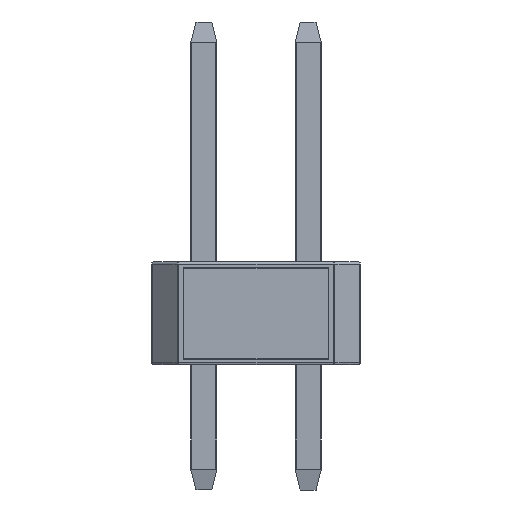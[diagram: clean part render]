
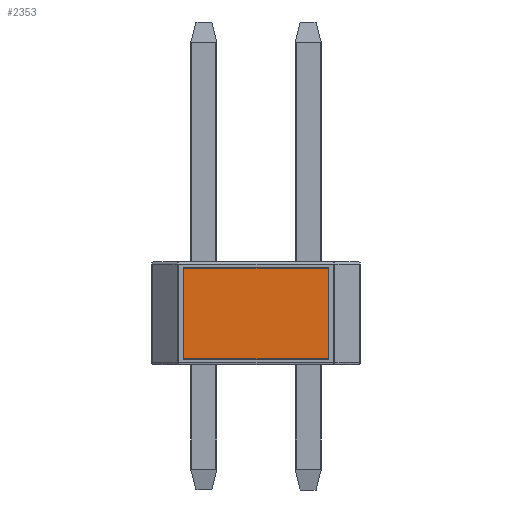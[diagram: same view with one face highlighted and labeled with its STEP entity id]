
A CAD part, left-side view. The second image highlights one B-rep face of the part: STEP entity #2353.
In plain terms, the highlighted planar face has unit normal (-1, 0, 0).
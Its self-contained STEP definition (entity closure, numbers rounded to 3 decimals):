
#402=FACE_OUTER_BOUND('',#528,.T.);
#528=EDGE_LOOP('',(#1930,#1931,#1932,#1933));
#667=LINE('',#3659,#883);
#668=LINE('',#3664,#884);
#671=LINE('',#3672,#887);
#673=LINE('',#3675,#889);
#883=VECTOR('',#2920,10.);
#884=VECTOR('',#2925,10.);
#887=VECTOR('',#2934,10.);
#889=VECTOR('',#2938,10.);
#1080=VERTEX_POINT('',#3656);
#1081=VERTEX_POINT('',#3658);
#1082=VERTEX_POINT('',#3662);
#1083=VERTEX_POINT('',#3663);
#1296=EDGE_CURVE('',#1081,#1080,#667,.T.);
#1298=EDGE_CURVE('',#1082,#1083,#668,.T.);
#1303=EDGE_CURVE('',#1080,#1082,#671,.T.);
#1305=EDGE_CURVE('',#1083,#1081,#673,.T.);
#1930=ORIENTED_EDGE('',*,*,#1303,.T.);
#1931=ORIENTED_EDGE('',*,*,#1298,.T.);
#1932=ORIENTED_EDGE('',*,*,#1305,.T.);
#1933=ORIENTED_EDGE('',*,*,#1296,.T.);
#2116=PLANE('',#2599);
#2353=ADVANCED_FACE('',(#402),#2116,.T.);
#2599=AXIS2_PLACEMENT_3D('',#3873,#3189,#3190);
#2920=DIRECTION('',(0.,1.,0.));
#2925=DIRECTION('',(0.,-1.,0.));
#2934=DIRECTION('',(0.,0.,-1.));
#2938=DIRECTION('',(0.,0.,1.));
#3189=DIRECTION('center_axis',(-1.,0.,0.));
#3190=DIRECTION('ref_axis',(0.,0.,1.));
#3656=CARTESIAN_POINT('',(-1.27,3.023,2.35));
#3658=CARTESIAN_POINT('',(-1.27,-0.488,2.35));
#3659=CARTESIAN_POINT('',(-1.27,3.023,2.35));
#3662=CARTESIAN_POINT('',(-1.27,3.023,0.15));
#3663=CARTESIAN_POINT('',(-1.27,-0.488,0.15));
#3664=CARTESIAN_POINT('',(-1.27,-0.488,0.15));
#3672=CARTESIAN_POINT('',(-1.27,3.023,0.15));
#3675=CARTESIAN_POINT('',(-1.27,-0.488,2.35));
#3873=CARTESIAN_POINT('Origin',(-1.27,1.268,1.25));
